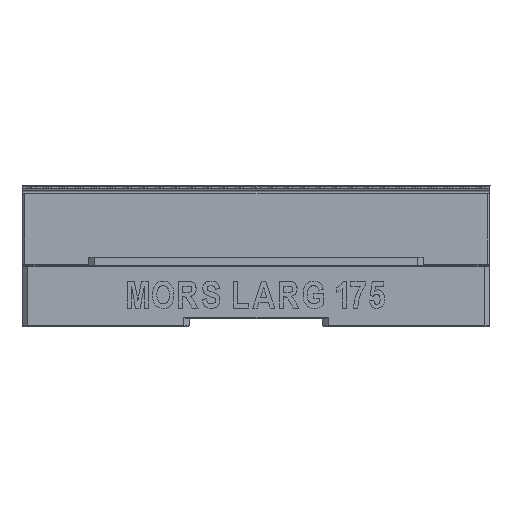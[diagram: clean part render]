
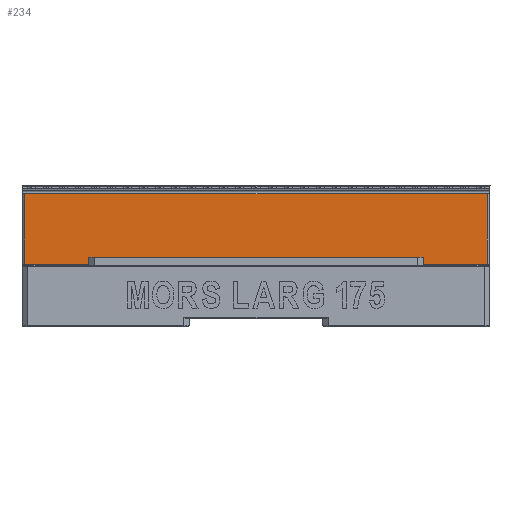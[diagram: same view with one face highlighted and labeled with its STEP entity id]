
A CAD part, front view. The second image highlights one B-rep face of the part: STEP entity #234.
In plain terms, the highlighted planar face has unit normal (0, -1, 0).
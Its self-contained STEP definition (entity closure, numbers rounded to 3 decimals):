
#163=CARTESIAN_POINT('',(95.15,-0.05,-1.99));
#164=DIRECTION('',(0.0,1.0,0.0));
#165=DIRECTION('',(0.0,0.0,-1.0));
#166=AXIS2_PLACEMENT_3D('',#163,#164,#165);
#167=PLANE('',#166);
#168=CARTESIAN_POINT('',(-62.5,-0.05,-27.));
#169=VERTEX_POINT('',#168);
#170=CARTESIAN_POINT('',(-62.5,-0.05,-29.5));
#171=VERTEX_POINT('',#170);
#172=CARTESIAN_POINT('',(-62.5,-0.05,-27.));
#173=DIRECTION('',(0.0,0.0,-1.0));
#174=VECTOR('',#173,1.0);
#175=LINE('',#172,#174);
#176=EDGE_CURVE('',#169,#171,#175,.T.);
#177=ORIENTED_EDGE('',*,*,#176,.F.);
#178=CARTESIAN_POINT('',(62.5,-0.05,-27.));
#179=VERTEX_POINT('',#178);
#180=CARTESIAN_POINT('',(-62.5,-0.05,-27.));
#181=DIRECTION('',(1.0,0.0,0.0));
#182=VECTOR('',#181,1.0);
#183=LINE('',#180,#182);
#184=EDGE_CURVE('',#169,#179,#183,.T.);
#185=ORIENTED_EDGE('',*,*,#184,.T.);
#186=CARTESIAN_POINT('',(62.5,-0.05,-29.5));
#187=VERTEX_POINT('',#186);
#188=CARTESIAN_POINT('',(62.5,-0.05,-27.));
#189=DIRECTION('',(0.0,0.0,-1.0));
#190=VECTOR('',#189,1.0);
#191=LINE('',#188,#190);
#192=EDGE_CURVE('',#179,#187,#191,.T.);
#193=ORIENTED_EDGE('',*,*,#192,.T.);
#194=CARTESIAN_POINT('',(86.5,-0.05,-29.5));
#195=VERTEX_POINT('',#194);
#196=CARTESIAN_POINT('',(62.5,-0.05,-29.5));
#197=DIRECTION('',(1.0,0.0,0.0));
#198=VECTOR('',#197,1.0);
#199=LINE('',#196,#198);
#200=EDGE_CURVE('',#187,#195,#199,.T.);
#201=ORIENTED_EDGE('',*,*,#200,.T.);
#202=CARTESIAN_POINT('',(86.5,-0.05,-3.3));
#203=VERTEX_POINT('',#202);
#204=CARTESIAN_POINT('',(86.5,-0.05,-29.5));
#205=DIRECTION('',(0.0,0.0,1.0));
#206=VECTOR('',#205,1.0);
#207=LINE('',#204,#206);
#208=EDGE_CURVE('',#195,#203,#207,.T.);
#209=ORIENTED_EDGE('',*,*,#208,.T.);
#210=CARTESIAN_POINT('',(-86.5,-0.05,-3.3));
#211=VERTEX_POINT('',#210);
#212=CARTESIAN_POINT('',(86.5,-0.05,-3.3));
#213=DIRECTION('',(-1.0,0.0,0.0));
#214=VECTOR('',#213,1.0);
#215=LINE('',#212,#214);
#216=EDGE_CURVE('',#203,#211,#215,.T.);
#217=ORIENTED_EDGE('',*,*,#216,.T.);
#218=CARTESIAN_POINT('',(-86.5,-0.05,-29.5));
#219=VERTEX_POINT('',#218);
#220=CARTESIAN_POINT('',(-86.5,-0.05,-3.3));
#221=DIRECTION('',(0.0,0.0,-1.0));
#222=VECTOR('',#221,1.);
#223=LINE('',#220,#222);
#224=EDGE_CURVE('',#211,#219,#223,.T.);
#225=ORIENTED_EDGE('',*,*,#224,.T.);
#226=CARTESIAN_POINT('',(-86.5,-0.05,-29.5));
#227=DIRECTION('',(1.0,0.0,0.0));
#228=VECTOR('',#227,1.0);
#229=LINE('',#226,#228);
#230=EDGE_CURVE('',#219,#171,#229,.T.);
#231=ORIENTED_EDGE('',*,*,#230,.T.);
#232=EDGE_LOOP('',(#177,#185,#193,#201,#209,#217,#225,#231));
#233=FACE_OUTER_BOUND('',#232,.T.);
#234=ADVANCED_FACE('',(#233),#167,.F.);
